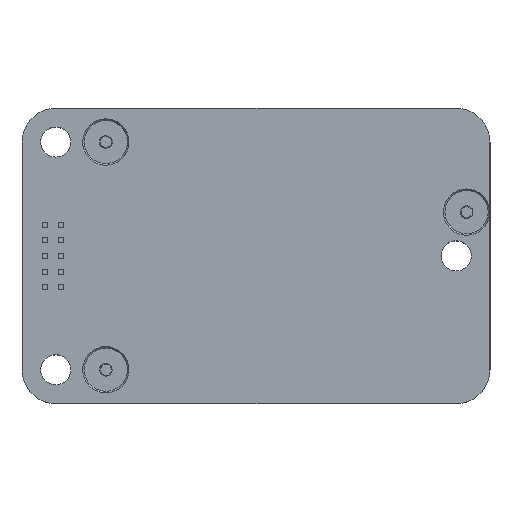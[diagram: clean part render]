
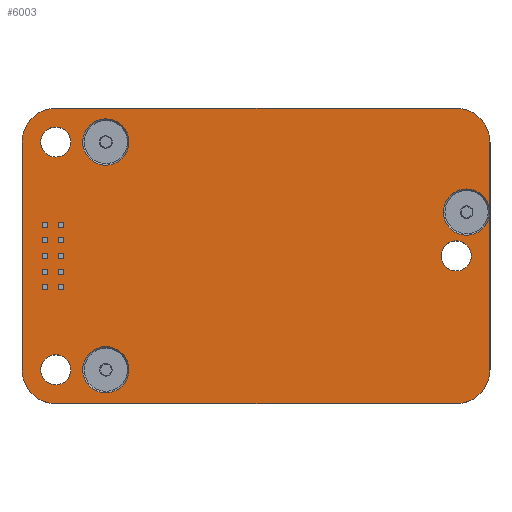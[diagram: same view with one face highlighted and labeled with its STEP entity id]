
A CAD part, top view. The second image highlights one B-rep face of the part: STEP entity #6003.
In plain terms, the highlighted face is planar.
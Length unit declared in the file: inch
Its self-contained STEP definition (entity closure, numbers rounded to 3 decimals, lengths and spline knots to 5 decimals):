
#353=FACE_BOUND('',#814,.T.);
#354=FACE_BOUND('',#815,.T.);
#355=FACE_BOUND('',#816,.T.);
#356=FACE_BOUND('',#817,.T.);
#357=FACE_BOUND('',#818,.T.);
#358=FACE_BOUND('',#819,.T.);
#448=FACE_OUTER_BOUND('',#813,.T.);
#813=EDGE_LOOP('',(#4329,#4330,#4331,#4332,#4333,#4334,#4335,#4336));
#814=EDGE_LOOP('',(#4337));
#815=EDGE_LOOP('',(#4338));
#816=EDGE_LOOP('',(#4339));
#817=EDGE_LOOP('',(#4340));
#818=EDGE_LOOP('',(#4341));
#819=EDGE_LOOP('',(#4342));
#1168=LINE('',#8621,#1885);
#1174=LINE('',#8642,#1891);
#1178=LINE('',#8653,#1895);
#1179=LINE('',#8655,#1896);
#1885=VECTOR('',#7063,1.28);
#1891=VECTOR('',#7083,1.28);
#1895=VECTOR('',#7097,0.728);
#1896=VECTOR('',#7100,0.728);
#2591=CIRCLE('',#6383,0.074);
#2594=CIRCLE('',#6388,0.074);
#2597=CIRCLE('',#6393,0.074);
#2601=CIRCLE('',#6399,0.048);
#2603=CIRCLE('',#6402,0.048);
#2605=CIRCLE('',#6405,0.048);
#2606=CIRCLE('',#6407,0.108);
#2611=CIRCLE('',#6415,0.108);
#2612=CIRCLE('',#6418,0.108);
#2613=CIRCLE('',#6420,0.108);
#2721=VERTEX_POINT('',#8569);
#2724=VERTEX_POINT('',#8577);
#2727=VERTEX_POINT('',#8585);
#2731=VERTEX_POINT('',#8595);
#2733=VERTEX_POINT('',#8600);
#2735=VERTEX_POINT('',#8605);
#2736=VERTEX_POINT('',#8608);
#2737=VERTEX_POINT('',#8609);
#2741=VERTEX_POINT('',#8619);
#2747=VERTEX_POINT('',#8635);
#2748=VERTEX_POINT('',#8636);
#2749=VERTEX_POINT('',#8641);
#2750=VERTEX_POINT('',#8645);
#2751=VERTEX_POINT('',#8649);
#3303=EDGE_CURVE('',#2721,#2721,#2591,.T.);
#3306=EDGE_CURVE('',#2724,#2724,#2594,.T.);
#3309=EDGE_CURVE('',#2727,#2727,#2597,.T.);
#3313=EDGE_CURVE('',#2731,#2731,#2601,.T.);
#3315=EDGE_CURVE('',#2733,#2733,#2603,.T.);
#3317=EDGE_CURVE('',#2735,#2735,#2605,.T.);
#3318=EDGE_CURVE('',#2736,#2737,#2606,.T.);
#3324=EDGE_CURVE('',#2736,#2741,#1168,.T.);
#3331=EDGE_CURVE('',#2747,#2748,#2611,.T.);
#3334=EDGE_CURVE('',#2749,#2748,#1174,.T.);
#3336=EDGE_CURVE('',#2749,#2750,#2612,.T.);
#3338=EDGE_CURVE('',#2751,#2741,#2613,.T.);
#3340=EDGE_CURVE('',#2747,#2737,#1178,.T.);
#3341=EDGE_CURVE('',#2751,#2750,#1179,.T.);
#4329=ORIENTED_EDGE('',*,*,#3318,.F.);
#4330=ORIENTED_EDGE('',*,*,#3324,.T.);
#4331=ORIENTED_EDGE('',*,*,#3338,.F.);
#4332=ORIENTED_EDGE('',*,*,#3341,.T.);
#4333=ORIENTED_EDGE('',*,*,#3336,.F.);
#4334=ORIENTED_EDGE('',*,*,#3334,.T.);
#4335=ORIENTED_EDGE('',*,*,#3331,.F.);
#4336=ORIENTED_EDGE('',*,*,#3340,.T.);
#4337=ORIENTED_EDGE('',*,*,#3303,.T.);
#4338=ORIENTED_EDGE('',*,*,#3306,.T.);
#4339=ORIENTED_EDGE('',*,*,#3309,.T.);
#4340=ORIENTED_EDGE('',*,*,#3313,.T.);
#4341=ORIENTED_EDGE('',*,*,#3315,.T.);
#4342=ORIENTED_EDGE('',*,*,#3317,.T.);
#5691=PLANE('',#6423);
#6003=ADVANCED_FACE('',(#448,#353,#354,#355,#356,#357,#358),#5691,.T.);
#6383=AXIS2_PLACEMENT_3D('',#8570,#7005,#7006);
#6388=AXIS2_PLACEMENT_3D('',#8578,#7015,#7016);
#6393=AXIS2_PLACEMENT_3D('',#8586,#7025,#7026);
#6399=AXIS2_PLACEMENT_3D('',#8596,#7037,#7038);
#6402=AXIS2_PLACEMENT_3D('',#8601,#7043,#7044);
#6405=AXIS2_PLACEMENT_3D('',#8606,#7049,#7050);
#6407=AXIS2_PLACEMENT_3D('',#8610,#7053,#7054);
#6415=AXIS2_PLACEMENT_3D('',#8637,#7077,#7078);
#6418=AXIS2_PLACEMENT_3D('',#8646,#7087,#7088);
#6420=AXIS2_PLACEMENT_3D('',#8650,#7092,#7093);
#6423=AXIS2_PLACEMENT_3D('',#8656,#7101,#7102);
#7005=DIRECTION('center_axis',(0.,-1.,0.));
#7006=DIRECTION('ref_axis',(1.,0.,0.));
#7015=DIRECTION('center_axis',(0.,-1.,0.));
#7016=DIRECTION('ref_axis',(1.,0.,0.));
#7025=DIRECTION('center_axis',(0.,-1.,0.));
#7026=DIRECTION('ref_axis',(1.,0.,0.));
#7037=DIRECTION('center_axis',(0.,-1.,0.));
#7038=DIRECTION('ref_axis',(1.,0.,0.));
#7043=DIRECTION('center_axis',(0.,-1.,0.));
#7044=DIRECTION('ref_axis',(1.,0.,0.));
#7049=DIRECTION('center_axis',(0.,-1.,0.));
#7050=DIRECTION('ref_axis',(1.,0.,0.));
#7053=DIRECTION('center_axis',(0.,-1.,0.));
#7054=DIRECTION('ref_axis',(-0.707,0.,0.707));
#7063=DIRECTION('',(1.,0.,0.));
#7077=DIRECTION('center_axis',(0.,-1.,0.));
#7078=DIRECTION('ref_axis',(-0.707,0.,-0.707));
#7083=DIRECTION('',(-1.,0.,0.));
#7087=DIRECTION('center_axis',(0.,-1.,0.));
#7088=DIRECTION('ref_axis',(0.707,0.,-0.707));
#7092=DIRECTION('center_axis',(0.,-1.,0.));
#7093=DIRECTION('ref_axis',(0.707,0.,0.707));
#7097=DIRECTION('',(0.,0.,1.));
#7100=DIRECTION('',(0.,0.,-1.));
#7101=DIRECTION('center_axis',(0.,1.,0.));
#7102=DIRECTION('ref_axis',(0.,0.,1.));
#8569=CARTESIAN_POINT('',(-0.406,0.063,0.364));
#8570=CARTESIAN_POINT('Origin',(-0.48,0.063,0.364));
#8577=CARTESIAN_POINT('',(-0.406,0.063,-0.364));
#8578=CARTESIAN_POINT('Origin',(-0.48,0.063,-0.364));
#8585=CARTESIAN_POINT('',(0.747,0.063,-0.14));
#8586=CARTESIAN_POINT('Origin',(0.673,0.063,-0.14));
#8595=CARTESIAN_POINT('',(-0.592,0.063,0.364));
#8596=CARTESIAN_POINT('Origin',(-0.64,0.063,0.364));
#8600=CARTESIAN_POINT('',(-0.592,0.063,-0.364));
#8601=CARTESIAN_POINT('Origin',(-0.64,0.063,-0.364));
#8605=CARTESIAN_POINT('',(0.688,0.063,0.));
#8606=CARTESIAN_POINT('Origin',(0.64,0.063,0.));
#8608=CARTESIAN_POINT('',(-0.64,0.063,0.472));
#8609=CARTESIAN_POINT('',(-0.748,0.063,0.364));
#8610=CARTESIAN_POINT('Origin',(-0.64,0.063,0.364));
#8619=CARTESIAN_POINT('',(0.64,0.063,0.472));
#8621=CARTESIAN_POINT('',(0.748,0.063,0.472));
#8635=CARTESIAN_POINT('',(-0.748,0.063,-0.364));
#8636=CARTESIAN_POINT('',(-0.64,0.063,-0.472));
#8637=CARTESIAN_POINT('Origin',(-0.64,0.063,-0.364));
#8641=CARTESIAN_POINT('',(0.64,0.063,-0.472));
#8642=CARTESIAN_POINT('',(-0.748,0.063,-0.472));
#8645=CARTESIAN_POINT('',(0.748,0.063,-0.364));
#8646=CARTESIAN_POINT('Origin',(0.64,0.063,-0.364));
#8649=CARTESIAN_POINT('',(0.748,0.063,0.364));
#8650=CARTESIAN_POINT('Origin',(0.64,0.063,0.364));
#8653=CARTESIAN_POINT('',(-0.748,0.063,0.472));
#8655=CARTESIAN_POINT('',(0.748,0.063,-0.472));
#8656=CARTESIAN_POINT('Origin',(0.,0.063,0.));
